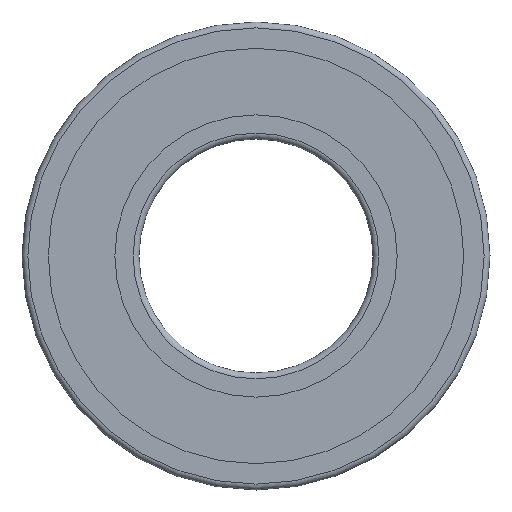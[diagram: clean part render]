
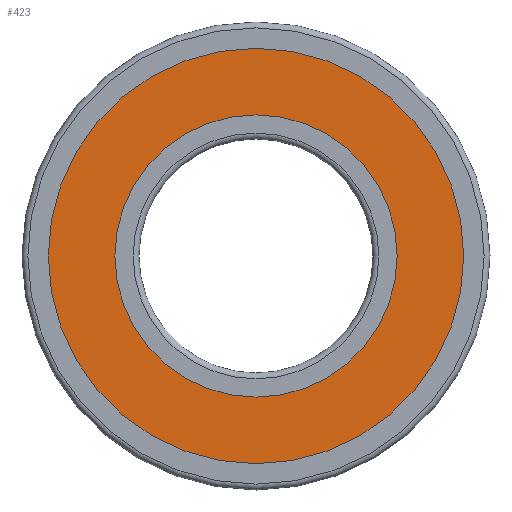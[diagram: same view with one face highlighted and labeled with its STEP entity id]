
A CAD part, left-side view. The second image highlights one B-rep face of the part: STEP entity #423.
In plain terms, the highlighted face is planar.
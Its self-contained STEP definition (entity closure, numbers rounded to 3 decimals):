
#126=ORIENTED_EDGE('',*,*,#185,.T.);
#127=ORIENTED_EDGE('',*,*,#184,.F.);
#184=EDGE_CURVE('',#217,#217,#249,.T.);
#185=EDGE_CURVE('',#218,#218,#250,.T.);
#217=VERTEX_POINT('',#788);
#218=VERTEX_POINT('',#791);
#249=CIRCLE('',#534,4.825);
#250=CIRCLE('',#536,7.1);
#287=EDGE_LOOP('',(#126));
#288=EDGE_LOOP('',(#127));
#352=FACE_BOUND('',#287,.T.);
#353=FACE_BOUND('',#288,.T.);
#407=PLANE('',#535);
#423=ADVANCED_FACE('',(#352,#353),#407,.T.);
#534=AXIS2_PLACEMENT_3D('',#787,#643,#644);
#535=AXIS2_PLACEMENT_3D('',#789,#645,#646);
#536=AXIS2_PLACEMENT_3D('',#790,#647,#648);
#643=DIRECTION('',(1.,0.,0.));
#644=DIRECTION('',(0.,0.,-1.));
#645=DIRECTION('',(1.,0.,0.));
#646=DIRECTION('',(0.,0.,-1.));
#647=DIRECTION('',(1.,0.,0.));
#648=DIRECTION('',(0.,0.,-1.));
#787=CARTESIAN_POINT('',(0.581,0.,0.));
#788=CARTESIAN_POINT('',(0.581,0.,-4.825));
#789=CARTESIAN_POINT('',(0.581,4.825,0.));
#790=CARTESIAN_POINT('',(0.581,0.,0.));
#791=CARTESIAN_POINT('',(0.581,0.,-7.1));
